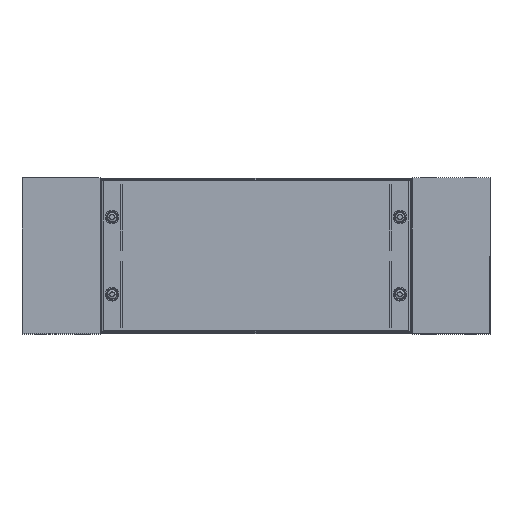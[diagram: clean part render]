
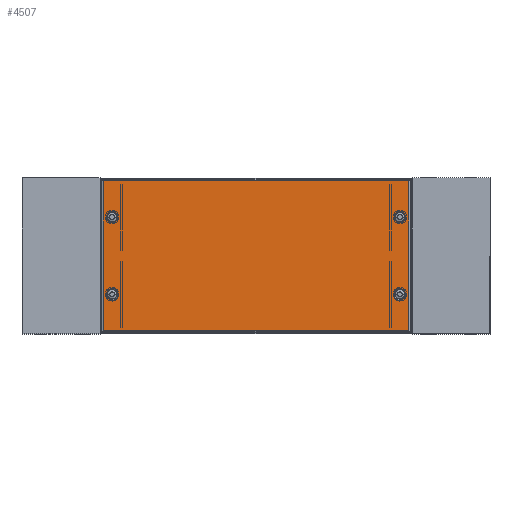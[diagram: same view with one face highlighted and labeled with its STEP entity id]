
A CAD part, top view. The second image highlights one B-rep face of the part: STEP entity #4507.
In plain terms, the highlighted planar face has unit normal (0, 0, 1).
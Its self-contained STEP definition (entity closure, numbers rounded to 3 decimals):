
#31 = CARTESIAN_POINT ( 'NONE',  ( 196., 0., 0.75 ) ) ;
#76 = DIRECTION ( 'NONE',  ( 0., 1., 0. ) ) ;
#171 = DIRECTION ( 'NONE',  ( 1., 0., 0. ) ) ;
#203 = FACE_BOUND ( 'NONE', #2400, .T. ) ;
#204 = LINE ( 'NONE', #243, #5508 ) ;
#243 = CARTESIAN_POINT ( 'NONE',  ( 0., -96., 0.75 ) ) ;
#296 = VERTEX_POINT ( 'NONE', #3345 ) ;
#306 = VECTOR ( 'NONE', #358, 1000. ) ;
#345 = CARTESIAN_POINT ( 'NONE',  ( 192.009, -49.5, 0.75 ) ) ;
#358 = DIRECTION ( 'NONE',  ( 0., -1., 0. ) ) ;
#423 = DIRECTION ( 'NONE',  ( -1., 0., 0. ) ) ;
#430 = CARTESIAN_POINT ( 'NONE',  ( -196., 0., 0.75 ) ) ;
#479 = DIRECTION ( 'NONE',  ( -1., 0., 0. ) ) ;
#510 = DIRECTION ( 'NONE',  ( 0., 0., -1. ) ) ;
#532 = CARTESIAN_POINT ( 'NONE',  ( 184.5, 49.5, 0.75 ) ) ;
#601 = CARTESIAN_POINT ( 'NONE',  ( 0., 96., 0.75 ) ) ;
#979 = VERTEX_POINT ( 'NONE', #4906 ) ;
#986 = CIRCLE ( 'NONE', #3330, 7.509 ) ;
#1003 = DIRECTION ( 'NONE',  ( -1., 0., 0. ) ) ;
#1014 = FACE_BOUND ( 'NONE', #4047, .T. ) ;
#1018 = VECTOR ( 'NONE', #479, 1000. ) ;
#1020 = FACE_OUTER_BOUND ( 'NONE', #4043, .T. ) ;
#1109 = CARTESIAN_POINT ( 'NONE',  ( 184.5, -49.5, 0.75 ) ) ;
#1111 = DIRECTION ( 'NONE',  ( 0., 0., -1. ) ) ;
#1135 = CARTESIAN_POINT ( 'NONE',  ( 184.5, 49.5, 0.75 ) ) ;
#1236 = VERTEX_POINT ( 'NONE', #6665 ) ;
#1360 = CARTESIAN_POINT ( 'NONE',  ( -176.991, -49.5, 0.75 ) ) ;
#1387 = DIRECTION ( 'NONE',  ( 0., 0., -1. ) ) ;
#1443 = EDGE_CURVE ( 'NONE', #1976, #1236, #3302, .T. ) ;
#1512 = EDGE_LOOP ( 'NONE', ( #4176, #4225 ) ) ;
#1742 = CARTESIAN_POINT ( 'NONE',  ( 196., -96., 0.75 ) ) ;
#1766 = DIRECTION ( 'NONE',  ( -1., 0., 0. ) ) ;
#1835 = EDGE_CURVE ( 'NONE', #3910, #2342, #5498, .T. ) ;
#1976 = VERTEX_POINT ( 'NONE', #2538 ) ;
#2245 = EDGE_CURVE ( 'NONE', #6792, #296, #3009, .T. ) ;
#2271 = VERTEX_POINT ( 'NONE', #5632 ) ;
#2342 = VERTEX_POINT ( 'NONE', #6582 ) ;
#2400 = EDGE_LOOP ( 'NONE', ( #4255, #6066 ) ) ;
#2506 = DIRECTION ( 'NONE',  ( -1., 0., 0. ) ) ;
#2528 = CARTESIAN_POINT ( 'NONE',  ( -184.5, 49.5, 0.75 ) ) ;
#2538 = CARTESIAN_POINT ( 'NONE',  ( -176.991, 49.5, 0.75 ) ) ;
#2593 = DIRECTION ( 'NONE',  ( 0., 0., -1. ) ) ;
#2757 = FACE_BOUND ( 'NONE', #1512, .T. ) ;
#2776 = CARTESIAN_POINT ( 'NONE',  ( 184.5, -49.5, 0.75 ) ) ;
#2898 = EDGE_CURVE ( 'NONE', #4445, #5955, #986, .T. ) ;
#3009 = CIRCLE ( 'NONE', #4725, 7.509 ) ;
#3052 = EDGE_LOOP ( 'NONE', ( #4387, #5688 ) ) ;
#3175 = DIRECTION ( 'NONE',  ( -1., 0., 0. ) ) ;
#3257 = DIRECTION ( 'NONE',  ( 0., 0., -1. ) ) ;
#3302 = CIRCLE ( 'NONE', #5353, 7.509 ) ;
#3320 = CARTESIAN_POINT ( 'NONE',  ( 176.991, 49.5, 0.75 ) ) ;
#3330 = AXIS2_PLACEMENT_3D ( 'NONE', #532, #510, #423 ) ;
#3345 = CARTESIAN_POINT ( 'NONE',  ( 176.991, -49.5, 0.75 ) ) ;
#3364 = CARTESIAN_POINT ( 'NONE',  ( -184.5, -49.5, 0.75 ) ) ;
#3388 = DIRECTION ( 'NONE',  ( -1., 0., 0. ) ) ;
#3391 = DIRECTION ( 'NONE',  ( 0., 0., -1. ) ) ;
#3403 = PLANE ( 'NONE',  #5404 ) ;
#3492 = CARTESIAN_POINT ( 'NONE',  ( 0., 0., 0.75 ) ) ;
#3610 = LINE ( 'NONE', #31, #4834 ) ;
#3645 = LINE ( 'NONE', #430, #306 ) ;
#3910 = VERTEX_POINT ( 'NONE', #1360 ) ;
#3916 = CARTESIAN_POINT ( 'NONE',  ( 192.009, 49.5, 0.75 ) ) ;
#4038 = ORIENTED_EDGE ( 'NONE', *, *, #6493, .T. ) ;
#4043 = EDGE_LOOP ( 'NONE', ( #4086, #4145, #4038, #4058 ) ) ;
#4047 = EDGE_LOOP ( 'NONE', ( #4277, #4331 ) ) ;
#4055 = DIRECTION ( 'NONE',  ( 0., 0., -1. ) ) ;
#4058 = ORIENTED_EDGE ( 'NONE', *, *, #6538, .T. ) ;
#4086 = ORIENTED_EDGE ( 'NONE', *, *, #6461, .T. ) ;
#4145 = ORIENTED_EDGE ( 'NONE', *, *, #6474, .T. ) ;
#4176 = ORIENTED_EDGE ( 'NONE', *, *, #1443, .T. ) ;
#4219 = VERTEX_POINT ( 'NONE', #5825 ) ;
#4225 = ORIENTED_EDGE ( 'NONE', *, *, #6571, .T. ) ;
#4255 = ORIENTED_EDGE ( 'NONE', *, *, #2245, .T. ) ;
#4277 = ORIENTED_EDGE ( 'NONE', *, *, #1835, .T. ) ;
#4331 = ORIENTED_EDGE ( 'NONE', *, *, #6583, .T. ) ;
#4387 = ORIENTED_EDGE ( 'NONE', *, *, #2898, .T. ) ;
#4445 = VERTEX_POINT ( 'NONE', #3916 ) ;
#4507 = ADVANCED_FACE ( 'NONE', ( #1020, #2757, #1014, #203, #4678 ), #3403, .F. ) ;
#4678 = FACE_BOUND ( 'NONE', #3052, .T. ) ;
#4722 = DIRECTION ( 'NONE',  ( -1., 0., 0. ) ) ;
#4725 = AXIS2_PLACEMENT_3D ( 'NONE', #1109, #4055, #1766 ) ;
#4750 = CIRCLE ( 'NONE', #6700, 7.509 ) ;
#4768 = CIRCLE ( 'NONE', #6527, 7.509 ) ;
#4834 = VECTOR ( 'NONE', #76, 1000. ) ;
#4839 = CIRCLE ( 'NONE', #6356, 7.509 ) ;
#4906 = CARTESIAN_POINT ( 'NONE',  ( 196., 96., 0.75 ) ) ;
#5183 = AXIS2_PLACEMENT_3D ( 'NONE', #5603, #5334, #5723 ) ;
#5278 = LINE ( 'NONE', #601, #1018 ) ;
#5334 = DIRECTION ( 'NONE',  ( 0., 0., -1. ) ) ;
#5353 = AXIS2_PLACEMENT_3D ( 'NONE', #5556, #1387, #6009 ) ;
#5404 = AXIS2_PLACEMENT_3D ( 'NONE', #3492, #3391, #3388 ) ;
#5483 = DIRECTION ( 'NONE',  ( 0., 0., -1. ) ) ;
#5498 = CIRCLE ( 'NONE', #5183, 7.509 ) ;
#5508 = VECTOR ( 'NONE', #171, 1000. ) ;
#5556 = CARTESIAN_POINT ( 'NONE',  ( -184.5, 49.5, 0.75 ) ) ;
#5603 = CARTESIAN_POINT ( 'NONE',  ( -184.5, -49.5, 0.75 ) ) ;
#5632 = CARTESIAN_POINT ( 'NONE',  ( -196., 96., 0.75 ) ) ;
#5688 = ORIENTED_EDGE ( 'NONE', *, *, #6638, .T. ) ;
#5723 = DIRECTION ( 'NONE',  ( -1., 0., 0. ) ) ;
#5825 = CARTESIAN_POINT ( 'NONE',  ( -196., -96., 0.75 ) ) ;
#5955 = VERTEX_POINT ( 'NONE', #3320 ) ;
#6009 = DIRECTION ( 'NONE',  ( -1., 0., 0. ) ) ;
#6066 = ORIENTED_EDGE ( 'NONE', *, *, #6595, .T. ) ;
#6227 = VERTEX_POINT ( 'NONE', #1742 ) ;
#6356 = AXIS2_PLACEMENT_3D ( 'NONE', #1135, #1111, #1003 ) ;
#6444 = AXIS2_PLACEMENT_3D ( 'NONE', #2776, #2593, #2506 ) ;
#6461 = EDGE_CURVE ( 'NONE', #979, #2271, #5278, .T. ) ;
#6474 = EDGE_CURVE ( 'NONE', #2271, #4219, #3645, .T. ) ;
#6493 = EDGE_CURVE ( 'NONE', #4219, #6227, #204, .T. ) ;
#6527 = AXIS2_PLACEMENT_3D ( 'NONE', #3364, #3257, #3175 ) ;
#6533 = CIRCLE ( 'NONE', #6444, 7.509 ) ;
#6538 = EDGE_CURVE ( 'NONE', #6227, #979, #3610, .T. ) ;
#6571 = EDGE_CURVE ( 'NONE', #1236, #1976, #4750, .T. ) ;
#6582 = CARTESIAN_POINT ( 'NONE',  ( -192.009, -49.5, 0.75 ) ) ;
#6583 = EDGE_CURVE ( 'NONE', #2342, #3910, #4768, .T. ) ;
#6595 = EDGE_CURVE ( 'NONE', #296, #6792, #6533, .T. ) ;
#6638 = EDGE_CURVE ( 'NONE', #5955, #4445, #4839, .T. ) ;
#6665 = CARTESIAN_POINT ( 'NONE',  ( -192.009, 49.5, 0.75 ) ) ;
#6700 = AXIS2_PLACEMENT_3D ( 'NONE', #2528, #5483, #4722 ) ;
#6792 = VERTEX_POINT ( 'NONE', #345 ) ;
